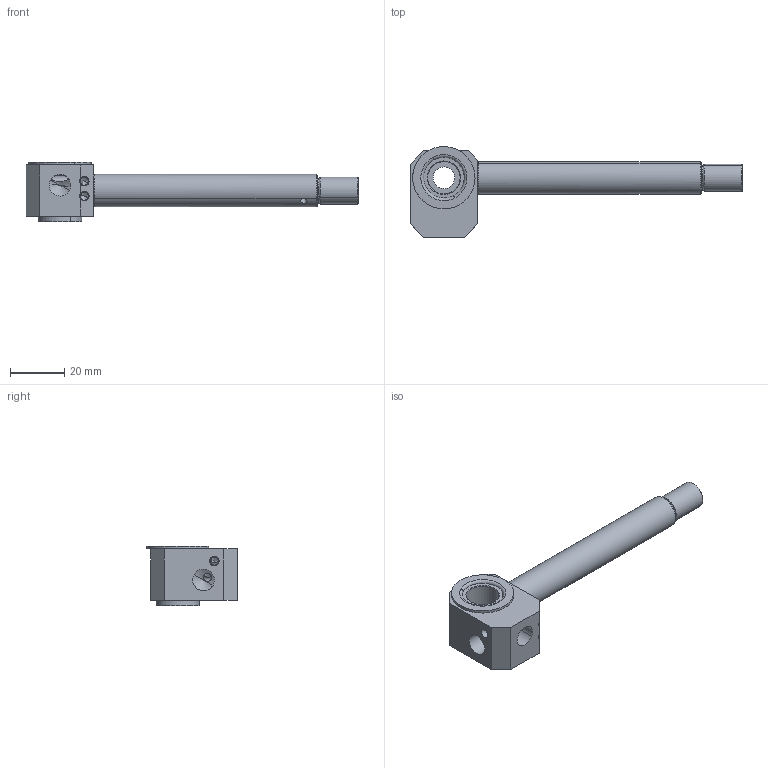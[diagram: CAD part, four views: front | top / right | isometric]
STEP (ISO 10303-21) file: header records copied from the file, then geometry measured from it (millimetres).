
FILE_DESCRIPTION (( 'STEP AP203' ), '1' );
FILE_NAME ('VERIN_EPAULE_TIGE_GROUPE2.3_AllCATPart_Default_sldprt.STEP', '2024-12-15T02:56:39', ( '' ), ( '' ), 'SwSTEP 2.0', 'SolidWorks 2024', '' );
FILE_SCHEMA (( 'CONFIG_CONTROL_DESIGN' ));
Length unit declared in the file: millimetre
Products named in the file (1): VERIN_EPAULE_TIGE_GROUPE2.3_AllCATPart_Default_sldprt
Bounding box: 122.5 x 33.5 x 22 mm (x, y, z)
Volume: 21114.1 mm3; surface area: 13645.7 mm2
Topology: 5 solids, 5 shells, 136 faces, 369 edges, 224 vertices
Faces by surface type: cylinder 57, cone 41, plane 27, torus 11
Entity records: 6263 total; most frequent: CARTESIAN_POINT 2919, ORIENTED_EDGE 698, DIRECTION 652, EDGE_CURVE 349, AXIS2_PLACEMENT_3D 263, VERTEX_POINT 224, EDGE_LOOP 161, FACE_OUTER_BOUND 136
